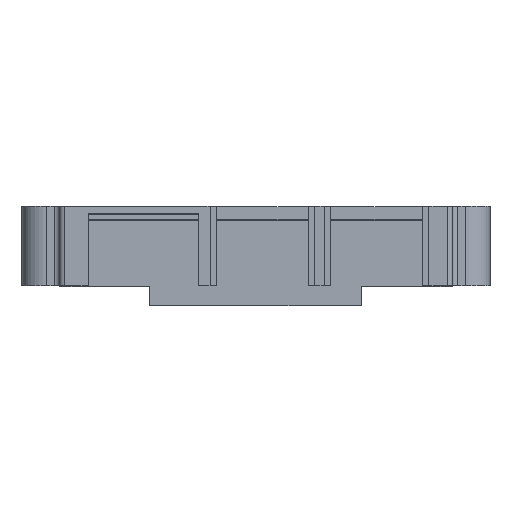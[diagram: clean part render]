
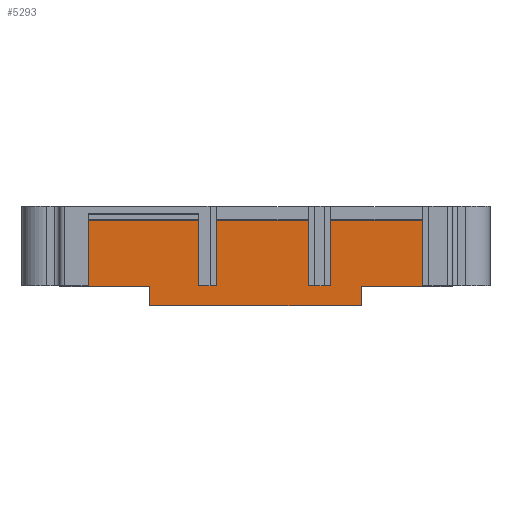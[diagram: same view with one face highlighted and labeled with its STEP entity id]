
A CAD part, top view. The second image highlights one B-rep face of the part: STEP entity #5293.
In plain terms, the highlighted planar face has unit normal (0, 0, 1).
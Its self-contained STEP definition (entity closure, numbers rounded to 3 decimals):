
#101 = PLANE('',#102);
#102 = AXIS2_PLACEMENT_3D('',#103,#104,#105);
#103 = CARTESIAN_POINT('',(62.,-10.5,-95.));
#104 = DIRECTION('',(0.,1.,0.));
#105 = DIRECTION('',(0.,0.,1.));
#725 = VERTEX_POINT('',#726);
#726 = CARTESIAN_POINT('',(47.6,-10.5,-93.));
#740 = PLANE('',#741);
#741 = AXIS2_PLACEMENT_3D('',#742,#743,#744);
#742 = CARTESIAN_POINT('',(47.6,-7.65,-95.));
#743 = DIRECTION('',(1.,0.,0.));
#744 = DIRECTION('',(0.,-1.,0.));
#752 = EDGE_CURVE('',#725,#753,#755,.T.);
#753 = VERTEX_POINT('',#754);
#754 = CARTESIAN_POINT('',(59.,-10.5,-93.));
#755 = SURFACE_CURVE('',#756,(#760,#767),.PCURVE_S1.);
#756 = LINE('',#757,#758);
#757 = CARTESIAN_POINT('',(47.6,-10.5,-93.));
#758 = VECTOR('',#759,1.);
#759 = DIRECTION('',(1.,0.,0.));
#760 = PCURVE('',#101,#761);
#761 = DEFINITIONAL_REPRESENTATION('',(#762),#766);
#762 = LINE('',#763,#764);
#763 = CARTESIAN_POINT('',(2.,-14.4));
#764 = VECTOR('',#765,1.);
#765 = DIRECTION('',(0.,1.));
#766 = ( GEOMETRIC_REPRESENTATION_CONTEXT(2) 
PARAMETRIC_REPRESENTATION_CONTEXT() REPRESENTATION_CONTEXT('2D SPACE',''
  ) );
#767 = PCURVE('',#768,#773);
#768 = PLANE('',#769);
#769 = AXIS2_PLACEMENT_3D('',#770,#771,#772);
#770 = CARTESIAN_POINT('',(2.,2.,-93.));
#771 = DIRECTION('',(0.,0.,1.));
#772 = DIRECTION('',(1.,0.,0.));
#773 = DEFINITIONAL_REPRESENTATION('',(#774),#778);
#774 = LINE('',#775,#776);
#775 = CARTESIAN_POINT('',(45.6,-12.5));
#776 = VECTOR('',#777,1.);
#777 = DIRECTION('',(1.,0.));
#778 = ( GEOMETRIC_REPRESENTATION_CONTEXT(2) 
PARAMETRIC_REPRESENTATION_CONTEXT() REPRESENTATION_CONTEXT('2D SPACE',''
  ) );
#797 = CYLINDRICAL_SURFACE('',#798,1.);
#798 = AXIS2_PLACEMENT_3D('',#799,#800,#801);
#799 = CARTESIAN_POINT('',(59.,-33.706,-92.));
#800 = DIRECTION('',(0.,1.,0.));
#801 = DIRECTION('',(1.,0.,0.));
#5093 = PLANE('',#5094);
#5094 = AXIS2_PLACEMENT_3D('',#5095,#5096,#5097);
#5095 = CARTESIAN_POINT('',(0.,0.,0.));
#5096 = DIRECTION('',(0.,1.,0.));
#5097 = DIRECTION('',(1.,0.,0.));
#5217 = VERTEX_POINT('',#5218);
#5218 = CARTESIAN_POINT('',(59.,0.,-93.));
#5246 = EDGE_CURVE('',#753,#5217,#5247,.T.);
#5247 = SURFACE_CURVE('',#5248,(#5252,#5259),.PCURVE_S1.);
#5248 = LINE('',#5249,#5250);
#5249 = CARTESIAN_POINT('',(59.,-10.5,-93.));
#5250 = VECTOR('',#5251,1.);
#5251 = DIRECTION('',(0.,1.,0.));
#5252 = PCURVE('',#797,#5253);
#5253 = DEFINITIONAL_REPRESENTATION('',(#5254),#5258);
#5254 = LINE('',#5255,#5256);
#5255 = CARTESIAN_POINT('',(1.571,23.206));
#5256 = VECTOR('',#5257,1.);
#5257 = DIRECTION('',(0.,1.));
#5258 = ( GEOMETRIC_REPRESENTATION_CONTEXT(2) 
PARAMETRIC_REPRESENTATION_CONTEXT() REPRESENTATION_CONTEXT('2D SPACE',''
  ) );
#5259 = PCURVE('',#768,#5260);
#5260 = DEFINITIONAL_REPRESENTATION('',(#5261),#5265);
#5261 = LINE('',#5262,#5263);
#5262 = CARTESIAN_POINT('',(57.,-12.5));
#5263 = VECTOR('',#5264,1.);
#5264 = DIRECTION('',(0.,1.));
#5265 = ( GEOMETRIC_REPRESENTATION_CONTEXT(2) 
PARAMETRIC_REPRESENTATION_CONTEXT() REPRESENTATION_CONTEXT('2D SPACE',''
  ) );
#5293 = ADVANCED_FACE('',(#5294),#768,.T.);
#5294 = FACE_BOUND('',#5295,.T.);
#5295 = EDGE_LOOP('',(#5296,#5297,#5298,#5321,#5349,#5377,#5405,#5433));
#5296 = ORIENTED_EDGE('',*,*,#752,.T.);
#5297 = ORIENTED_EDGE('',*,*,#5246,.T.);
#5298 = ORIENTED_EDGE('',*,*,#5299,.T.);
#5299 = EDGE_CURVE('',#5217,#5300,#5302,.T.);
#5300 = VERTEX_POINT('',#5301);
#5301 = CARTESIAN_POINT('',(3.,0.,-93.));
#5302 = SURFACE_CURVE('',#5303,(#5307,#5314),.PCURVE_S1.);
#5303 = LINE('',#5304,#5305);
#5304 = CARTESIAN_POINT('',(59.,0.,-93.));
#5305 = VECTOR('',#5306,1.);
#5306 = DIRECTION('',(-1.,0.,0.));
#5307 = PCURVE('',#768,#5308);
#5308 = DEFINITIONAL_REPRESENTATION('',(#5309),#5313);
#5309 = LINE('',#5310,#5311);
#5310 = CARTESIAN_POINT('',(57.,-2.));
#5311 = VECTOR('',#5312,1.);
#5312 = DIRECTION('',(-1.,0.));
#5313 = ( GEOMETRIC_REPRESENTATION_CONTEXT(2) 
PARAMETRIC_REPRESENTATION_CONTEXT() REPRESENTATION_CONTEXT('2D SPACE',''
  ) );
#5314 = PCURVE('',#5093,#5315);
#5315 = DEFINITIONAL_REPRESENTATION('',(#5316),#5320);
#5316 = LINE('',#5317,#5318);
#5317 = CARTESIAN_POINT('',(59.,93.));
#5318 = VECTOR('',#5319,1.);
#5319 = DIRECTION('',(-1.,0.));
#5320 = ( GEOMETRIC_REPRESENTATION_CONTEXT(2) 
PARAMETRIC_REPRESENTATION_CONTEXT() REPRESENTATION_CONTEXT('2D SPACE',''
  ) );
#5321 = ORIENTED_EDGE('',*,*,#5322,.F.);
#5322 = EDGE_CURVE('',#5323,#5300,#5325,.T.);
#5323 = VERTEX_POINT('',#5324);
#5324 = CARTESIAN_POINT('',(3.,-10.5,-93.));
#5325 = SURFACE_CURVE('',#5326,(#5330,#5337),.PCURVE_S1.);
#5326 = LINE('',#5327,#5328);
#5327 = CARTESIAN_POINT('',(3.,-10.5,-93.));
#5328 = VECTOR('',#5329,1.);
#5329 = DIRECTION('',(0.,1.,0.));
#5330 = PCURVE('',#768,#5331);
#5331 = DEFINITIONAL_REPRESENTATION('',(#5332),#5336);
#5332 = LINE('',#5333,#5334);
#5333 = CARTESIAN_POINT('',(1.,-12.5));
#5334 = VECTOR('',#5335,1.);
#5335 = DIRECTION('',(0.,1.));
#5336 = ( GEOMETRIC_REPRESENTATION_CONTEXT(2) 
PARAMETRIC_REPRESENTATION_CONTEXT() REPRESENTATION_CONTEXT('2D SPACE',''
  ) );
#5337 = PCURVE('',#5338,#5343);
#5338 = CYLINDRICAL_SURFACE('',#5339,1.);
#5339 = AXIS2_PLACEMENT_3D('',#5340,#5341,#5342);
#5340 = CARTESIAN_POINT('',(3.,-33.706,-92.));
#5341 = DIRECTION('',(0.,1.,0.));
#5342 = DIRECTION('',(0.,0.,-1.));
#5343 = DEFINITIONAL_REPRESENTATION('',(#5344),#5348);
#5344 = LINE('',#5345,#5346);
#5345 = CARTESIAN_POINT('',(0.,23.206));
#5346 = VECTOR('',#5347,1.);
#5347 = DIRECTION('',(0.,1.));
#5348 = ( GEOMETRIC_REPRESENTATION_CONTEXT(2) 
PARAMETRIC_REPRESENTATION_CONTEXT() REPRESENTATION_CONTEXT('2D SPACE',''
  ) );
#5349 = ORIENTED_EDGE('',*,*,#5350,.T.);
#5350 = EDGE_CURVE('',#5323,#5351,#5353,.T.);
#5351 = VERTEX_POINT('',#5352);
#5352 = CARTESIAN_POINT('',(14.2,-10.5,-93.));
#5353 = SURFACE_CURVE('',#5354,(#5358,#5365),.PCURVE_S1.);
#5354 = LINE('',#5355,#5356);
#5355 = CARTESIAN_POINT('',(3.,-10.5,-93.));
#5356 = VECTOR('',#5357,1.);
#5357 = DIRECTION('',(1.,0.,0.));
#5358 = PCURVE('',#768,#5359);
#5359 = DEFINITIONAL_REPRESENTATION('',(#5360),#5364);
#5360 = LINE('',#5361,#5362);
#5361 = CARTESIAN_POINT('',(1.,-12.5));
#5362 = VECTOR('',#5363,1.);
#5363 = DIRECTION('',(1.,0.));
#5364 = ( GEOMETRIC_REPRESENTATION_CONTEXT(2) 
PARAMETRIC_REPRESENTATION_CONTEXT() REPRESENTATION_CONTEXT('2D SPACE',''
  ) );
#5365 = PCURVE('',#5366,#5371);
#5366 = PLANE('',#5367);
#5367 = AXIS2_PLACEMENT_3D('',#5368,#5369,#5370);
#5368 = CARTESIAN_POINT('',(62.,-10.5,-95.));
#5369 = DIRECTION('',(0.,1.,0.));
#5370 = DIRECTION('',(0.,0.,1.));
#5371 = DEFINITIONAL_REPRESENTATION('',(#5372),#5376);
#5372 = LINE('',#5373,#5374);
#5373 = CARTESIAN_POINT('',(2.,-59.));
#5374 = VECTOR('',#5375,1.);
#5375 = DIRECTION('',(0.,1.));
#5376 = ( GEOMETRIC_REPRESENTATION_CONTEXT(2) 
PARAMETRIC_REPRESENTATION_CONTEXT() REPRESENTATION_CONTEXT('2D SPACE',''
  ) );
#5377 = ORIENTED_EDGE('',*,*,#5378,.F.);
#5378 = EDGE_CURVE('',#5379,#5351,#5381,.T.);
#5379 = VERTEX_POINT('',#5380);
#5380 = CARTESIAN_POINT('',(14.2,-13.5,-93.));
#5381 = SURFACE_CURVE('',#5382,(#5386,#5393),.PCURVE_S1.);
#5382 = LINE('',#5383,#5384);
#5383 = CARTESIAN_POINT('',(14.2,-13.5,-93.));
#5384 = VECTOR('',#5385,1.);
#5385 = DIRECTION('',(0.,1.,0.));
#5386 = PCURVE('',#768,#5387);
#5387 = DEFINITIONAL_REPRESENTATION('',(#5388),#5392);
#5388 = LINE('',#5389,#5390);
#5389 = CARTESIAN_POINT('',(12.2,-15.5));
#5390 = VECTOR('',#5391,1.);
#5391 = DIRECTION('',(0.,1.));
#5392 = ( GEOMETRIC_REPRESENTATION_CONTEXT(2) 
PARAMETRIC_REPRESENTATION_CONTEXT() REPRESENTATION_CONTEXT('2D SPACE',''
  ) );
#5393 = PCURVE('',#5394,#5399);
#5394 = PLANE('',#5395);
#5395 = AXIS2_PLACEMENT_3D('',#5396,#5397,#5398);
#5396 = CARTESIAN_POINT('',(14.2,-13.5,-95.));
#5397 = DIRECTION('',(-1.,0.,0.));
#5398 = DIRECTION('',(0.,1.,0.));
#5399 = DEFINITIONAL_REPRESENTATION('',(#5400),#5404);
#5400 = LINE('',#5401,#5402);
#5401 = CARTESIAN_POINT('',(0.,-2.));
#5402 = VECTOR('',#5403,1.);
#5403 = DIRECTION('',(1.,0.));
#5404 = ( GEOMETRIC_REPRESENTATION_CONTEXT(2) 
PARAMETRIC_REPRESENTATION_CONTEXT() REPRESENTATION_CONTEXT('2D SPACE',''
  ) );
#5405 = ORIENTED_EDGE('',*,*,#5406,.T.);
#5406 = EDGE_CURVE('',#5379,#5407,#5409,.T.);
#5407 = VERTEX_POINT('',#5408);
#5408 = CARTESIAN_POINT('',(47.6,-13.5,-93.));
#5409 = SURFACE_CURVE('',#5410,(#5414,#5421),.PCURVE_S1.);
#5410 = LINE('',#5411,#5412);
#5411 = CARTESIAN_POINT('',(14.2,-13.5,-93.));
#5412 = VECTOR('',#5413,1.);
#5413 = DIRECTION('',(1.,0.,0.));
#5414 = PCURVE('',#768,#5415);
#5415 = DEFINITIONAL_REPRESENTATION('',(#5416),#5420);
#5416 = LINE('',#5417,#5418);
#5417 = CARTESIAN_POINT('',(12.2,-15.5));
#5418 = VECTOR('',#5419,1.);
#5419 = DIRECTION('',(1.,0.));
#5420 = ( GEOMETRIC_REPRESENTATION_CONTEXT(2) 
PARAMETRIC_REPRESENTATION_CONTEXT() REPRESENTATION_CONTEXT('2D SPACE',''
  ) );
#5421 = PCURVE('',#5422,#5427);
#5422 = PLANE('',#5423);
#5423 = AXIS2_PLACEMENT_3D('',#5424,#5425,#5426);
#5424 = CARTESIAN_POINT('',(47.6,-13.5,-95.));
#5425 = DIRECTION('',(0.,-1.,0.));
#5426 = DIRECTION('',(-1.,0.,0.));
#5427 = DEFINITIONAL_REPRESENTATION('',(#5428),#5432);
#5428 = LINE('',#5429,#5430);
#5429 = CARTESIAN_POINT('',(33.4,-2.));
#5430 = VECTOR('',#5431,1.);
#5431 = DIRECTION('',(-1.,-0.));
#5432 = ( GEOMETRIC_REPRESENTATION_CONTEXT(2) 
PARAMETRIC_REPRESENTATION_CONTEXT() REPRESENTATION_CONTEXT('2D SPACE',''
  ) );
#5433 = ORIENTED_EDGE('',*,*,#5434,.F.);
#5434 = EDGE_CURVE('',#725,#5407,#5435,.T.);
#5435 = SURFACE_CURVE('',#5436,(#5440,#5447),.PCURVE_S1.);
#5436 = LINE('',#5437,#5438);
#5437 = CARTESIAN_POINT('',(47.6,-10.5,-93.));
#5438 = VECTOR('',#5439,1.);
#5439 = DIRECTION('',(0.,-1.,0.));
#5440 = PCURVE('',#768,#5441);
#5441 = DEFINITIONAL_REPRESENTATION('',(#5442),#5446);
#5442 = LINE('',#5443,#5444);
#5443 = CARTESIAN_POINT('',(45.6,-12.5));
#5444 = VECTOR('',#5445,1.);
#5445 = DIRECTION('',(0.,-1.));
#5446 = ( GEOMETRIC_REPRESENTATION_CONTEXT(2) 
PARAMETRIC_REPRESENTATION_CONTEXT() REPRESENTATION_CONTEXT('2D SPACE',''
  ) );
#5447 = PCURVE('',#740,#5448);
#5448 = DEFINITIONAL_REPRESENTATION('',(#5449),#5453);
#5449 = LINE('',#5450,#5451);
#5450 = CARTESIAN_POINT('',(2.85,-2.));
#5451 = VECTOR('',#5452,1.);
#5452 = DIRECTION('',(1.,0.));
#5453 = ( GEOMETRIC_REPRESENTATION_CONTEXT(2) 
PARAMETRIC_REPRESENTATION_CONTEXT() REPRESENTATION_CONTEXT('2D SPACE',''
  ) );
